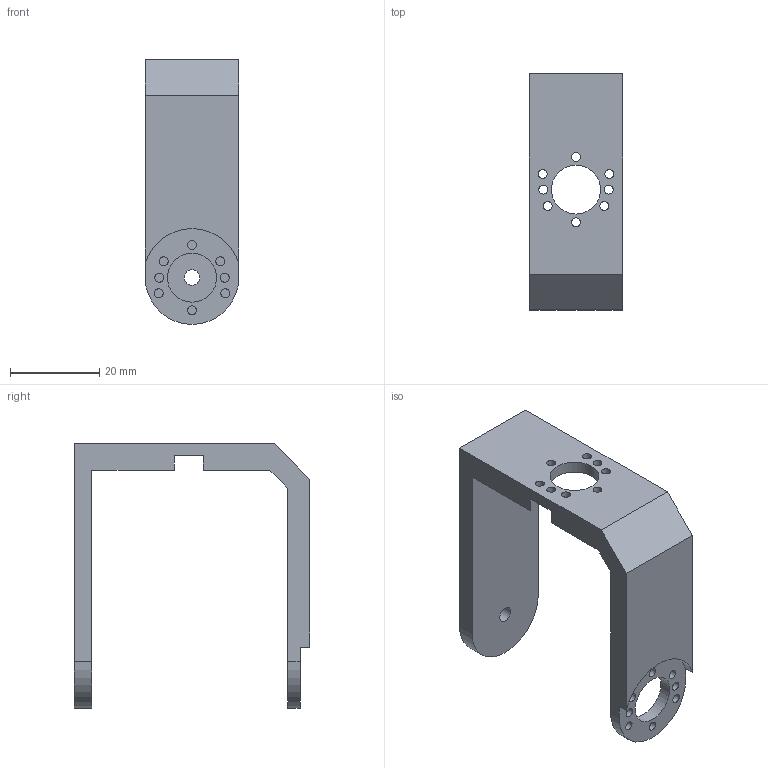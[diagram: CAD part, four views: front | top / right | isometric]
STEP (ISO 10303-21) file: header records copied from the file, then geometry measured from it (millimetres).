
FILE_DESCRIPTION(('FreeCAD Model'),'2;1');
FILE_NAME('LeftLeg_more_holes.step', '2017-05-04T09:47:37',('Author'),(''), 'Open CASCADE STEP processor 6.8','FreeCAD','Unknown');
FILE_SCHEMA(('AUTOMOTIVE_DESIGN_CC2 { 1 2 10303 214 -1 1 5 4 }'));
Length unit declared in the file: millimetre
Products named in the file (2): ASSEMBLY; LeftLeg_more_holes
Assembly tree (1 placements, depth 2):
  ASSEMBLY
    LeftLeg_more_holes
Bounding box: 21 x 53 x 59.5 mm (x, y, z)
Volume: 13126 mm3; surface area: 8230.8 mm2
Topology: 1 solids, 1 shells, 42 faces, 119 edges, 78 vertices
Faces by surface type: cylinder 27, plane 15
Full cylindrical faces by diameter (mm): 2 x16, 3.5 x1, 11 x2
Entity records: 3158 total; most frequent: CARTESIAN_POINT 695, DIRECTION 466, LINE 242, VECTOR 242, ORIENTED_EDGE 238, PCURVE 238, DEFINITIONAL_REPRESENTATION 238, EDGE_CURVE 119
